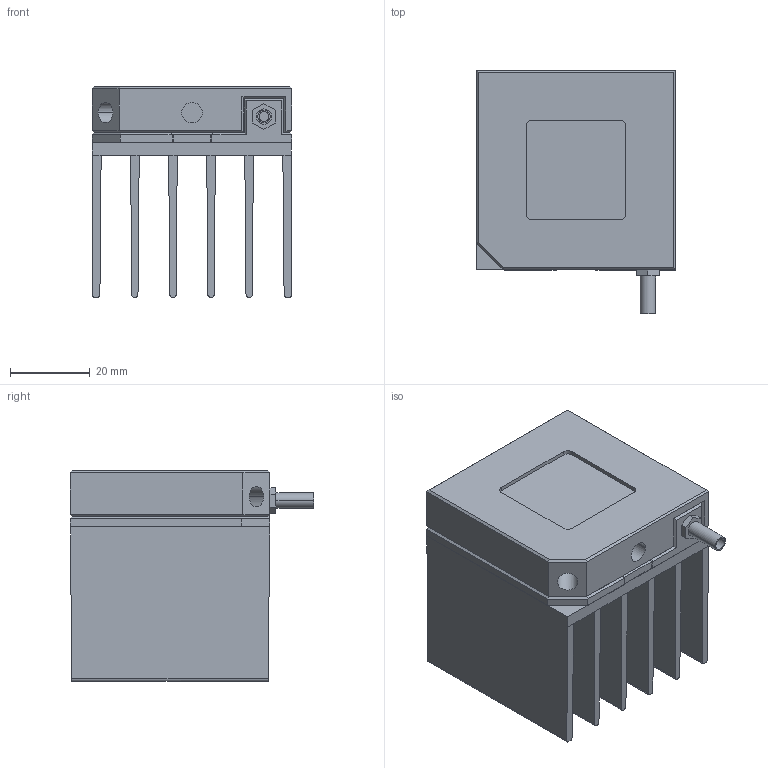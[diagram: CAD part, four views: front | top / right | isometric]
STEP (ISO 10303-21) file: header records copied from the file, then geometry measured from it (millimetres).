
FILE_DESCRIPTION (( 'STEP AP214' ), '1' );
FILE_NAME ('SK-9128 (QE25-S...).STEP', '2011-03-02T18:48:24', ( 'Ronald Vander Haeghe' ), ( 'Gentec-Electro-Optique Inc.' ), 'SwSTEP 2.0', 'SolidWorks 2008', '' );
FILE_SCHEMA (( 'AUTOMOTIVE_DESIGN' ));
Length unit declared in the file: millimetre
Products named in the file (1): SK-9128 (QE25-S...)
Bounding box: 50 x 61 x 52.73 mm (x, y, z)
Surface area: 35573.9 mm2 (no closed solid volume)
Topology: 0 solids, 6 shells, 119 faces, 343 edges, 231 vertices
Faces by surface type: plane 91, cylinder 26, cone 2
Entity records: 5193 total; most frequent: CARTESIAN_POINT 800, DIRECTION 623, ORIENTED_EDGE 594, EDGE_CURVE 343, VECTOR 247, LINE 247, VERTEX_POINT 231, AXIS2_PLACEMENT_3D 188
